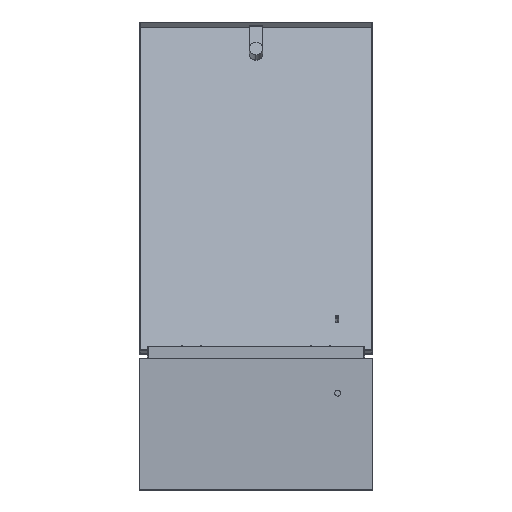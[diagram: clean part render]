
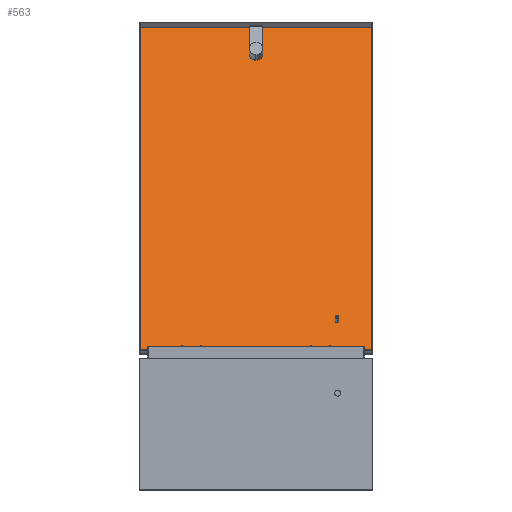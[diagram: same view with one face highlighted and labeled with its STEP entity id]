
A CAD part, left-side view. The second image highlights one B-rep face of the part: STEP entity #563.
In plain terms, the highlighted face is planar.
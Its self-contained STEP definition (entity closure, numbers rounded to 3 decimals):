
#18 = DIRECTION ( 'NONE',  ( 0., 0., 1. ) ) ;
#22 = EDGE_LOOP ( 'NONE', ( #2154, #2499 ) ) ;
#80 = VERTEX_POINT ( 'NONE', #1130 ) ;
#169 = LINE ( 'NONE', #410, #5077 ) ;
#243 = FACE_OUTER_BOUND ( 'NONE', #5698, .T. ) ;
#265 = CARTESIAN_POINT ( 'NONE',  ( -297.5, 0., -1. ) ) ;
#336 = DIRECTION ( 'NONE',  ( 1., 0., 0. ) ) ;
#410 = CARTESIAN_POINT ( 'NONE',  ( 0., 198., -1. ) ) ;
#523 = VERTEX_POINT ( 'NONE', #4184 ) ;
#539 = VERTEX_POINT ( 'NONE', #1762 ) ;
#563 = ADVANCED_FACE ( 'NONE', ( #5888, #243, #1816 ), #823, .F. ) ;
#588 = VECTOR ( 'NONE', #897, 1000. ) ;
#787 = DIRECTION ( 'NONE',  ( 0., -1., 0. ) ) ;
#823 = PLANE ( 'NONE',  #2301 ) ;
#897 = DIRECTION ( 'NONE',  ( 0., 1., 0. ) ) ;
#1130 = CARTESIAN_POINT ( 'NONE',  ( -297.5, 198., -1. ) ) ;
#1177 = DIRECTION ( 'NONE',  ( 0., 0., -1. ) ) ;
#1198 = VERTEX_POINT ( 'NONE', #1569 ) ;
#1216 = LINE ( 'NONE', #265, #3596 ) ;
#1217 = CARTESIAN_POINT ( 'NONE',  ( -249., 0., -1. ) ) ;
#1388 = CARTESIAN_POINT ( 'NONE',  ( 297.5, 0., -1. ) ) ;
#1511 = DIRECTION ( 'NONE',  ( 1., 0., 0. ) ) ;
#1569 = CARTESIAN_POINT ( 'NONE',  ( -237.5, 0., -1. ) ) ;
#1594 = CARTESIAN_POINT ( 'NONE',  ( 238.5, -139., -1. ) ) ;
#1667 = DIRECTION ( 'NONE',  ( 1., 0., 0. ) ) ;
#1762 = CARTESIAN_POINT ( 'NONE',  ( 297.5, -198., -1. ) ) ;
#1811 = CARTESIAN_POINT ( 'NONE',  ( -260.5, 0., -1. ) ) ;
#1816 = FACE_BOUND ( 'NONE', #22, .T. ) ;
#2067 = DIRECTION ( 'NONE',  ( 0., 0., -1. ) ) ;
#2130 = VERTEX_POINT ( 'NONE', #2149 ) ;
#2149 = CARTESIAN_POINT ( 'NONE',  ( -297.5, -198., -1. ) ) ;
#2154 = ORIENTED_EDGE ( 'NONE', *, *, #4661, .F. ) ;
#2165 = ORIENTED_EDGE ( 'NONE', *, *, #2475, .F. ) ;
#2197 = EDGE_CURVE ( 'NONE', #523, #2801, #4037, .T. ) ;
#2229 = AXIS2_PLACEMENT_3D ( 'NONE', #1217, #3647, #6179 ) ;
#2301 = AXIS2_PLACEMENT_3D ( 'NONE', #4202, #4708, #336 ) ;
#2347 = AXIS2_PLACEMENT_3D ( 'NONE', #4083, #1177, #1667 ) ;
#2417 = VECTOR ( 'NONE', #6297, 1000. ) ;
#2475 = EDGE_CURVE ( 'NONE', #2956, #80, #169, .T. ) ;
#2499 = ORIENTED_EDGE ( 'NONE', *, *, #2197, .F. ) ;
#2580 = CIRCLE ( 'NONE', #2229, 11.5 ) ;
#2801 = VERTEX_POINT ( 'NONE', #3410 ) ;
#2956 = VERTEX_POINT ( 'NONE', #3017 ) ;
#2957 = LINE ( 'NONE', #5018, #2417 ) ;
#2989 = CIRCLE ( 'NONE', #3024, 11.5 ) ;
#3017 = CARTESIAN_POINT ( 'NONE',  ( 297.5, 198., -1. ) ) ;
#3024 = AXIS2_PLACEMENT_3D ( 'NONE', #3988, #18, #1511 ) ;
#3056 = CIRCLE ( 'NONE', #4263, 3. ) ;
#3410 = CARTESIAN_POINT ( 'NONE',  ( 241.5, -139., -1. ) ) ;
#3466 = EDGE_CURVE ( 'NONE', #539, #2956, #4738, .T. ) ;
#3596 = VECTOR ( 'NONE', #787, 1000. ) ;
#3647 = DIRECTION ( 'NONE',  ( 0., 0., 1. ) ) ;
#3683 = EDGE_CURVE ( 'NONE', #1198, #6315, #2989, .T. ) ;
#3988 = CARTESIAN_POINT ( 'NONE',  ( -249., 0., -1. ) ) ;
#4037 = CIRCLE ( 'NONE', #2347, 3. ) ;
#4083 = CARTESIAN_POINT ( 'NONE',  ( 238.5, -139., -1. ) ) ;
#4165 = ORIENTED_EDGE ( 'NONE', *, *, #3683, .T. ) ;
#4184 = CARTESIAN_POINT ( 'NONE',  ( 235.5, -139., -1. ) ) ;
#4202 = CARTESIAN_POINT ( 'NONE',  ( 0., 0., -1. ) ) ;
#4263 = AXIS2_PLACEMENT_3D ( 'NONE', #1594, #2067, #5404 ) ;
#4322 = EDGE_CURVE ( 'NONE', #80, #2130, #1216, .T. ) ;
#4607 = EDGE_LOOP ( 'NONE', ( #4165, #4981 ) ) ;
#4661 = EDGE_CURVE ( 'NONE', #2801, #523, #3056, .T. ) ;
#4708 = DIRECTION ( 'NONE',  ( 0., 0., 1. ) ) ;
#4738 = LINE ( 'NONE', #1388, #588 ) ;
#4891 = ORIENTED_EDGE ( 'NONE', *, *, #5923, .F. ) ;
#4981 = ORIENTED_EDGE ( 'NONE', *, *, #6144, .T. ) ;
#5018 = CARTESIAN_POINT ( 'NONE',  ( 0., -198., -1. ) ) ;
#5077 = VECTOR ( 'NONE', #6266, 1000. ) ;
#5404 = DIRECTION ( 'NONE',  ( 1., 0., 0. ) ) ;
#5698 = EDGE_LOOP ( 'NONE', ( #5990, #2165, #5709, #4891 ) ) ;
#5709 = ORIENTED_EDGE ( 'NONE', *, *, #3466, .F. ) ;
#5888 = FACE_BOUND ( 'NONE', #4607, .T. ) ;
#5923 = EDGE_CURVE ( 'NONE', #2130, #539, #2957, .T. ) ;
#5990 = ORIENTED_EDGE ( 'NONE', *, *, #4322, .F. ) ;
#6144 = EDGE_CURVE ( 'NONE', #6315, #1198, #2580, .T. ) ;
#6179 = DIRECTION ( 'NONE',  ( 1., 0., 0. ) ) ;
#6266 = DIRECTION ( 'NONE',  ( -1., 0., 0. ) ) ;
#6297 = DIRECTION ( 'NONE',  ( 1., 0., 0. ) ) ;
#6315 = VERTEX_POINT ( 'NONE', #1811 ) ;
